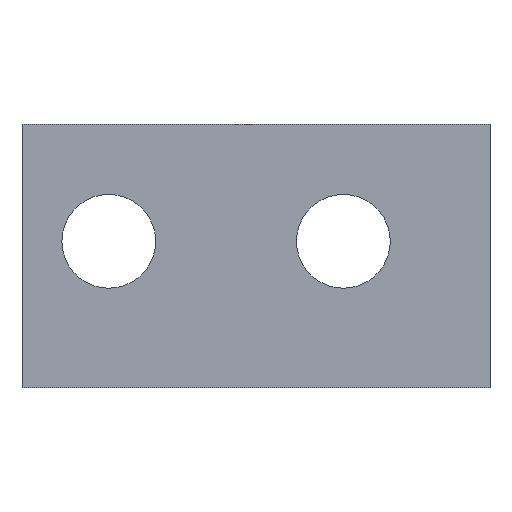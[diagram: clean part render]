
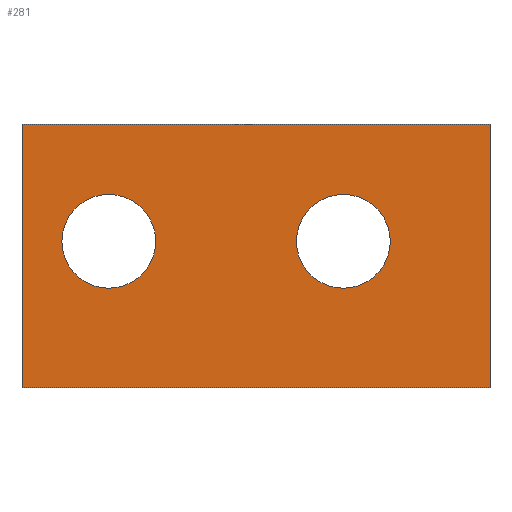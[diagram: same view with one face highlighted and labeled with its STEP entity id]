
A CAD part, front view. The second image highlights one B-rep face of the part: STEP entity #281.
In plain terms, the highlighted planar face has unit normal (0, -1, 0).
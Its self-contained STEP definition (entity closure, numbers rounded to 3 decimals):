
#27=FACE_BOUND('',#61,.T.);
#28=FACE_BOUND('',#62,.T.);
#35=CIRCLE('',#321,1.6);
#36=CIRCLE('',#322,1.6);
#43=FACE_OUTER_BOUND('',#60,.T.);
#60=EDGE_LOOP('',(#207,#208,#209,#210));
#61=EDGE_LOOP('',(#211));
#62=EDGE_LOOP('',(#212));
#81=LINE('',#431,#106);
#87=LINE('',#451,#112);
#88=LINE('',#453,#113);
#89=LINE('',#454,#114);
#106=VECTOR('',#348,10.);
#112=VECTOR('',#366,10.);
#113=VECTOR('',#367,10.);
#114=VECTOR('',#368,10.);
#131=VERTEX_POINT('',#428);
#132=VERTEX_POINT('',#430);
#140=VERTEX_POINT('',#450);
#141=VERTEX_POINT('',#452);
#142=VERTEX_POINT('',#455);
#143=VERTEX_POINT('',#457);
#157=EDGE_CURVE('',#132,#131,#81,.T.);
#167=EDGE_CURVE('',#131,#140,#87,.T.);
#168=EDGE_CURVE('',#140,#141,#88,.T.);
#169=EDGE_CURVE('',#132,#141,#89,.T.);
#170=EDGE_CURVE('',#142,#142,#35,.T.);
#171=EDGE_CURVE('',#143,#143,#36,.T.);
#207=ORIENTED_EDGE('',*,*,#157,.T.);
#208=ORIENTED_EDGE('',*,*,#167,.T.);
#209=ORIENTED_EDGE('',*,*,#168,.T.);
#210=ORIENTED_EDGE('',*,*,#169,.F.);
#211=ORIENTED_EDGE('',*,*,#170,.T.);
#212=ORIENTED_EDGE('',*,*,#171,.T.);
#272=PLANE('',#320);
#281=ADVANCED_FACE('',(#43,#27,#28),#272,.T.);
#320=AXIS2_PLACEMENT_3D('',#449,#364,#365);
#321=AXIS2_PLACEMENT_3D('',#456,#369,#370);
#322=AXIS2_PLACEMENT_3D('',#458,#371,#372);
#348=DIRECTION('',(0.,0.,-1.));
#364=DIRECTION('center_axis',(0.,-1.,0.));
#365=DIRECTION('ref_axis',(1.,0.,0.));
#366=DIRECTION('',(1.,0.,0.));
#367=DIRECTION('',(0.,0.,1.));
#368=DIRECTION('',(1.,0.,0.));
#369=DIRECTION('center_axis',(0.,1.,0.));
#370=DIRECTION('ref_axis',(-1.,0.,0.));
#371=DIRECTION('center_axis',(0.,1.,0.));
#372=DIRECTION('ref_axis',(-1.,0.,0.));
#428=CARTESIAN_POINT('',(2.042,0.,0.));
#430=CARTESIAN_POINT('',(2.042,0.,9.));
#431=CARTESIAN_POINT('',(2.042,0.,4.5));
#449=CARTESIAN_POINT('Origin',(0.,0.,0.));
#450=CARTESIAN_POINT('',(18.,0.,0.));
#451=CARTESIAN_POINT('',(0.,0.,0.));
#452=CARTESIAN_POINT('',(18.,0.,9.));
#453=CARTESIAN_POINT('',(18.,0.,0.));
#454=CARTESIAN_POINT('',(0.,0.,9.));
#455=CARTESIAN_POINT('',(14.6,0.,5.));
#456=CARTESIAN_POINT('Origin',(13.,0.,5.));
#457=CARTESIAN_POINT('',(6.6,0.,5.));
#458=CARTESIAN_POINT('Origin',(5.,0.,5.));
